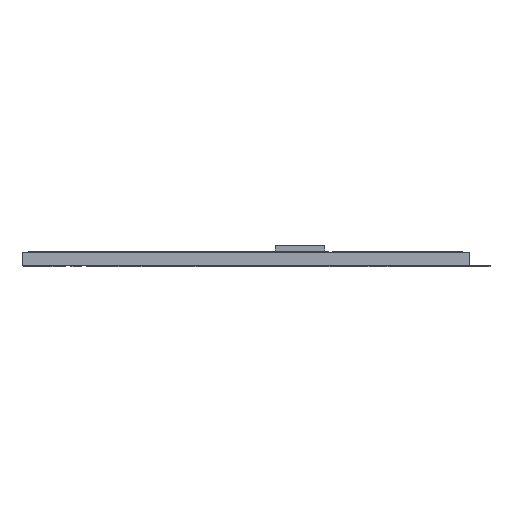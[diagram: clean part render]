
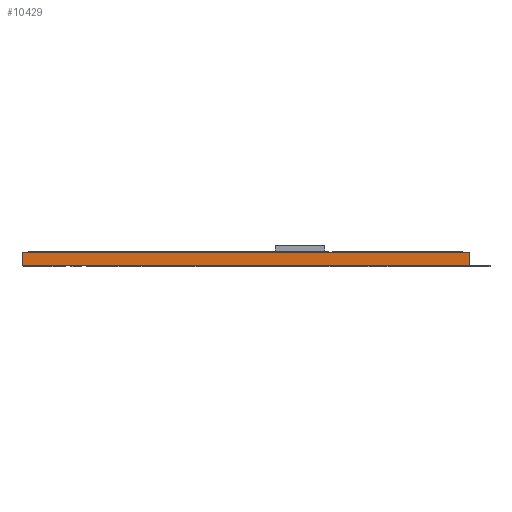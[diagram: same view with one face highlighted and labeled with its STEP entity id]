
A CAD part, front view. The second image highlights one B-rep face of the part: STEP entity #10429.
In plain terms, the highlighted planar face has unit normal (0, -1, 0).
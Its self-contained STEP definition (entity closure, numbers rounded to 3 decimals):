
#1181=PLANE('',#11891);
#1667=FACE_OUTER_BOUND('',#2153,.T.);
#2153=EDGE_LOOP('',(#8169,#8170,#8171,#8172));
#3231=LINE('',#17150,#3909);
#3232=LINE('',#17153,#3910);
#3233=LINE('',#17155,#3911);
#3234=LINE('',#17156,#3912);
#3909=VECTOR('',#14307,10.);
#3910=VECTOR('',#14310,10.);
#3911=VECTOR('',#14311,10.);
#3912=VECTOR('',#14312,10.);
#5467=VERTEX_POINT('',#17146);
#5468=VERTEX_POINT('',#17148);
#5469=VERTEX_POINT('',#17152);
#5470=VERTEX_POINT('',#17154);
#6607=EDGE_CURVE('',#5467,#5468,#3231,.T.);
#6608=EDGE_CURVE('',#5469,#5467,#3232,.T.);
#6609=EDGE_CURVE('',#5470,#5468,#3233,.T.);
#6610=EDGE_CURVE('',#5469,#5470,#3234,.T.);
#8169=ORIENTED_EDGE('',*,*,#6608,.T.);
#8170=ORIENTED_EDGE('',*,*,#6607,.T.);
#8171=ORIENTED_EDGE('',*,*,#6609,.F.);
#8172=ORIENTED_EDGE('',*,*,#6610,.F.);
#10429=ADVANCED_FACE('',(#1667),#1181,.T.);
#11891=AXIS2_PLACEMENT_3D('',#17151,#14308,#14309);
#14307=DIRECTION('',(0.,0.,1.));
#14308=DIRECTION('center_axis',(0.,-1.,0.));
#14309=DIRECTION('ref_axis',(1.,0.,0.));
#14310=DIRECTION('',(1.,0.,0.));
#14311=DIRECTION('',(1.,0.,0.));
#14312=DIRECTION('',(0.,0.,1.));
#17146=CARTESIAN_POINT('',(66.,0.,0.));
#17148=CARTESIAN_POINT('',(66.,0.,1.99));
#17150=CARTESIAN_POINT('',(66.,0.,0.));
#17151=CARTESIAN_POINT('Origin',(0.,0.,0.));
#17152=CARTESIAN_POINT('',(0.,0.,0.));
#17153=CARTESIAN_POINT('',(0.,0.,0.));
#17154=CARTESIAN_POINT('',(0.,0.,1.99));
#17155=CARTESIAN_POINT('',(0.,0.,1.99));
#17156=CARTESIAN_POINT('',(0.,0.,0.));
